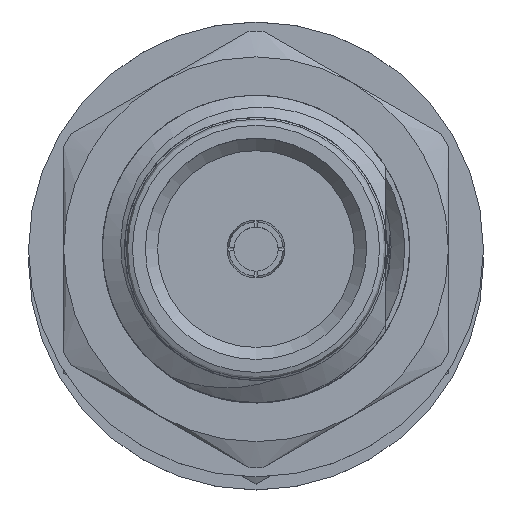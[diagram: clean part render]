
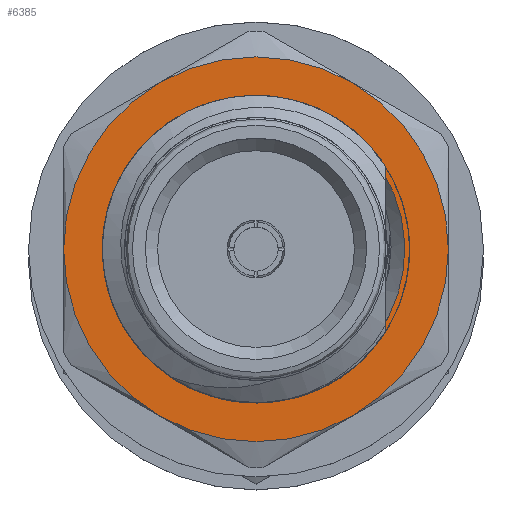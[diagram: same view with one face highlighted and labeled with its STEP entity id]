
A CAD part, top view. The second image highlights one B-rep face of the part: STEP entity #6385.
In plain terms, the highlighted face is planar.
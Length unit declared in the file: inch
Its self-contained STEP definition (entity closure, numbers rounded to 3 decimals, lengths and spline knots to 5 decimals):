
#325 = VERTEX_POINT ( 'NONE', #10845 ) ;
#342 = CIRCLE ( 'NONE', #15416, 0.1565 ) ;
#389 = DIRECTION ( 'NONE',  ( -1., 0., 0. ) ) ;
#786 = DIRECTION ( 'NONE',  ( -1., 0., 0. ) ) ;
#1058 = ORIENTED_EDGE ( 'NONE', *, *, #1333, .T. ) ;
#1155 = AXIS2_PLACEMENT_3D ( 'NONE', #5997, #21744, #10192 ) ;
#1333 = EDGE_CURVE ( 'NONE', #13410, #14160, #342, .T. ) ;
#1604 = EDGE_CURVE ( 'NONE', #8354, #325, #14158, .T. ) ;
#1673 = CARTESIAN_POINT ( 'NONE',  ( 0.215, 0., 0. ) ) ;
#1984 = DIRECTION ( 'NONE',  ( -1., 0., 0. ) ) ;
#2362 = VERTEX_POINT ( 'NONE', #12782 ) ;
#2374 = CARTESIAN_POINT ( 'NONE',  ( 0.215, 0., 0. ) ) ;
#2945 = DIRECTION ( 'NONE',  ( 1., 0., 0. ) ) ;
#3645 = CARTESIAN_POINT ( 'NONE',  ( 0.215, -0.05485, 0.10787 ) ) ;
#3646 = CIRCLE ( 'NONE', #22068, 0.1565 ) ;
#3684 = ORIENTED_EDGE ( 'NONE', *, *, #1604, .F. ) ;
#3835 = EDGE_CURVE ( 'NONE', #12744, #325, #16728, .T. ) ;
#4559 = DIRECTION ( 'NONE',  ( 0., 0.5, -0.866 ) ) ;
#4644 = CARTESIAN_POINT ( 'NONE',  ( 0.215, 0., 0. ) ) ;
#4865 = DIRECTION ( 'NONE',  ( 0., 0.5, -0.866 ) ) ;
#4957 = CIRCLE ( 'NONE', #23375, 0.12102 ) ;
#5032 = CARTESIAN_POINT ( 'NONE',  ( 0.215, -0.10457, -0.06438 ) ) ;
#5136 = CARTESIAN_POINT ( 'NONE',  ( 0.215, -0.05979, 0.10572 ) ) ;
#5258 = CARTESIAN_POINT ( 'NONE',  ( 0.215, -0.06457, 0.10323 ) ) ;
#5316 = CIRCLE ( 'NONE', #18730, 0.1565 ) ;
#5869 = FACE_OUTER_BOUND ( 'NONE', #13039, .T. ) ;
#5997 = CARTESIAN_POINT ( 'NONE',  ( 0.215, 0., 0. ) ) ;
#6162 = CARTESIAN_POINT ( 'NONE',  ( 0.215, 0., 0. ) ) ;
#6288 = DIRECTION ( 'NONE',  ( 0., 0.5, -0.866 ) ) ;
#6385 = ADVANCED_FACE ( 'NONE', ( #5869, #8223 ), #15856, .T. ) ;
#6576 = EDGE_CURVE ( 'NONE', #14160, #19850, #5316, .T. ) ;
#6675 = EDGE_CURVE ( 'NONE', #2362, #18819, #3646, .T. ) ;
#6987 = CARTESIAN_POINT ( 'NONE',  ( 0.215, -0.11913, -0.03717 ) ) ;
#7221 = CARTESIAN_POINT ( 'NONE',  ( 0.215, -0.05485, 0.10787 ) ) ;
#7579 = CARTESIAN_POINT ( 'NONE',  ( 0.215, 0., 0.1565 ) ) ;
#7675 = AXIS2_PLACEMENT_3D ( 'NONE', #22700, #22834, #4865 ) ;
#7736 = CARTESIAN_POINT ( 'NONE',  ( 0.215, -0.0985, 0.0766 ) ) ;
#8223 = FACE_BOUND ( 'NONE', #23713, .T. ) ;
#8262 = DIRECTION ( 'NONE',  ( -1., 0., 0. ) ) ;
#8354 = VERTEX_POINT ( 'NONE', #23127 ) ;
#8362 = CARTESIAN_POINT ( 'NONE',  ( 0.215, 0., 0. ) ) ;
#9282 = DIRECTION ( 'NONE',  ( 0., 0.5, -0.866 ) ) ;
#9316 = EDGE_CURVE ( 'NONE', #13083, #12744, #4957, .T. ) ;
#9329 = DIRECTION ( 'NONE',  ( -1., 0., 0. ) ) ;
#9592 = CARTESIAN_POINT ( 'NONE',  ( 0.215, -0.09813, -0.07269 ) ) ;
#9653 = DIRECTION ( 'NONE',  ( -1., 0., 0. ) ) ;
#10189 = AXIS2_PLACEMENT_3D ( 'NONE', #11299, #9329, #17345 ) ;
#10192 = DIRECTION ( 'NONE',  ( 0., 0.5, -0.866 ) ) ;
#10845 = CARTESIAN_POINT ( 'NONE',  ( 0.215, -0.10499, 0.06783 ) ) ;
#11221 = AXIS2_PLACEMENT_3D ( 'NONE', #20969, #786, #9282 ) ;
#11299 = CARTESIAN_POINT ( 'NONE',  ( 0.215, 0., 0. ) ) ;
#11381 = B_SPLINE_CURVE_WITH_KNOTS ( 'NONE', 3,
 ( #24966, #6987, #15005, #5032, #9592, #11438 ),
 .UNSPECIFIED., .F., .F.,
 ( 4, 2, 4 ),
 ( 0., 0.00078, 0.00157 ),
 .UNSPECIFIED. ) ;
#11438 = CARTESIAN_POINT ( 'NONE',  ( 0.215, -0.09085, -0.07995 ) ) ;
#12074 = DIRECTION ( 'NONE',  ( 0., 0.5, -0.866 ) ) ;
#12744 = VERTEX_POINT ( 'NONE', #3645 ) ;
#12782 = CARTESIAN_POINT ( 'NONE',  ( 0.215, -0.13553, 0.07825 ) ) ;
#13039 = EDGE_LOOP ( 'NONE', ( #1058, #18121, #25713, #22169, #13702, #15171 ) ) ;
#13083 = VERTEX_POINT ( 'NONE', #16114 ) ;
#13142 = CARTESIAN_POINT ( 'NONE',  ( 0.215, -0.07383, 0.09762 ) ) ;
#13269 = CARTESIAN_POINT ( 'NONE',  ( 0.215, -0.09101, 0.08435 ) ) ;
#13410 = VERTEX_POINT ( 'NONE', #17164 ) ;
#13702 = ORIENTED_EDGE ( 'NONE', *, *, #25756, .T. ) ;
#14158 = CIRCLE ( 'NONE', #11221, 0.125 ) ;
#14160 = VERTEX_POINT ( 'NONE', #25184 ) ;
#14747 = CIRCLE ( 'NONE', #15590, 0.1565 ) ;
#15005 = CARTESIAN_POINT ( 'NONE',  ( 0.215, -0.11505, -0.04661 ) ) ;
#15171 = ORIENTED_EDGE ( 'NONE', *, *, #16325, .T. ) ;
#15416 = AXIS2_PLACEMENT_3D ( 'NONE', #8362, #389, #4559 ) ;
#15590 = AXIS2_PLACEMENT_3D ( 'NONE', #1673, #9653, #17677 ) ;
#15856 = PLANE ( 'NONE',  #1155 ) ;
#16114 = CARTESIAN_POINT ( 'NONE',  ( 0.215, -0.09085, -0.07995 ) ) ;
#16208 = CARTESIAN_POINT ( 'NONE',  ( 0.215, -0.13553, -0.07825 ) ) ;
#16325 = EDGE_CURVE ( 'NONE', #20099, #13410, #22430, .T. ) ;
#16728 = B_SPLINE_CURVE_WITH_KNOTS ( 'NONE', 3,
 ( #7221, #5136, #5258, #13142, #19168, #13269, #7736, #19549 ),
 .UNSPECIFIED., .F., .F.,
 ( 4, 2, 2, 4 ),
 ( 0.00139, 0.0018, 0.00221, 0.00303 ),
 .UNSPECIFIED. ) ;
#17164 = CARTESIAN_POINT ( 'NONE',  ( 0.215, 0.13553, -0.07825 ) ) ;
#17345 = DIRECTION ( 'NONE',  ( 0., 0.5, -0.866 ) ) ;
#17677 = DIRECTION ( 'NONE',  ( 0., 0.5, -0.866 ) ) ;
#17787 = ORIENTED_EDGE ( 'NONE', *, *, #23247, .T. ) ;
#18121 = ORIENTED_EDGE ( 'NONE', *, *, #6576, .T. ) ;
#18684 = CARTESIAN_POINT ( 'NONE',  ( 0.215, 0.13553, 0.07825 ) ) ;
#18730 = AXIS2_PLACEMENT_3D ( 'NONE', #2374, #8262, #12074 ) ;
#18819 = VERTEX_POINT ( 'NONE', #7579 ) ;
#18930 = EDGE_CURVE ( 'NONE', #19850, #2362, #14747, .T. ) ;
#19052 = ORIENTED_EDGE ( 'NONE', *, *, #3835, .T. ) ;
#19168 = CARTESIAN_POINT ( 'NONE',  ( 0.215, -0.07833, 0.09448 ) ) ;
#19549 = CARTESIAN_POINT ( 'NONE',  ( 0.215, -0.10499, 0.06783 ) ) ;
#19850 = VERTEX_POINT ( 'NONE', #16208 ) ;
#20099 = VERTEX_POINT ( 'NONE', #18684 ) ;
#20646 = DIRECTION ( 'NONE',  ( 0., 0.5, -0.866 ) ) ;
#20969 = CARTESIAN_POINT ( 'NONE',  ( 0.215, 0., 0. ) ) ;
#21496 = CIRCLE ( 'NONE', #7675, 0.1565 ) ;
#21744 = DIRECTION ( 'NONE',  ( -1., 0., 0. ) ) ;
#22068 = AXIS2_PLACEMENT_3D ( 'NONE', #6162, #1984, #6288 ) ;
#22169 = ORIENTED_EDGE ( 'NONE', *, *, #6675, .T. ) ;
#22430 = CIRCLE ( 'NONE', #10189, 0.1565 ) ;
#22700 = CARTESIAN_POINT ( 'NONE',  ( 0.215, 0., 0. ) ) ;
#22834 = DIRECTION ( 'NONE',  ( -1., 0., 0. ) ) ;
#23127 = CARTESIAN_POINT ( 'NONE',  ( 0.215, -0.12202, -0.02715 ) ) ;
#23247 = EDGE_CURVE ( 'NONE', #8354, #13083, #11381, .T. ) ;
#23375 = AXIS2_PLACEMENT_3D ( 'NONE', #4644, #2945, #20646 ) ;
#23713 = EDGE_LOOP ( 'NONE', ( #3684, #17787, #25669, #19052 ) ) ;
#24966 = CARTESIAN_POINT ( 'NONE',  ( 0.215, -0.12202, -0.02715 ) ) ;
#25184 = CARTESIAN_POINT ( 'NONE',  ( 0.215, 0., -0.1565 ) ) ;
#25669 = ORIENTED_EDGE ( 'NONE', *, *, #9316, .T. ) ;
#25713 = ORIENTED_EDGE ( 'NONE', *, *, #18930, .T. ) ;
#25756 = EDGE_CURVE ( 'NONE', #18819, #20099, #21496, .T. ) ;
